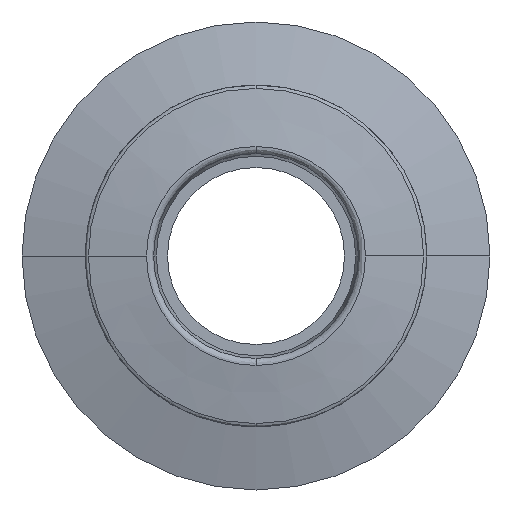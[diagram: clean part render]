
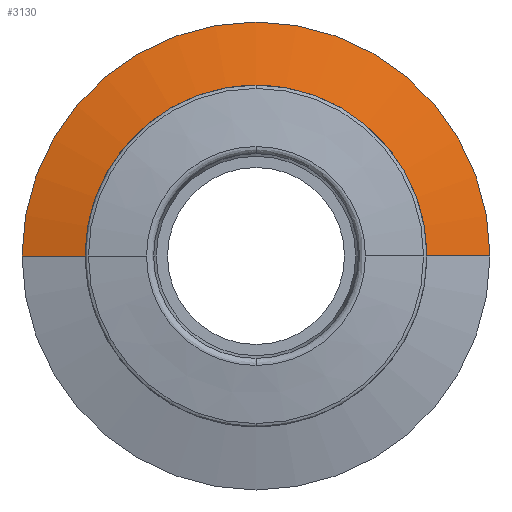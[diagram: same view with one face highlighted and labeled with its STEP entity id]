
A CAD part, left-side view. The second image highlights one B-rep face of the part: STEP entity #3130.
In plain terms, the highlighted conical face has half-angle 75 degrees and reference radius 11.5 mm.
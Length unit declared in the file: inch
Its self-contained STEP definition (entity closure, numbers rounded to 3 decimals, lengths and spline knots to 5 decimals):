
#253 = ORIENTED_EDGE ( 'NONE', *, *, #3137, .F. ) ;
#353 = LINE ( 'NONE', #2973, #2022 ) ;
#480 = DIRECTION ( 'NONE',  ( 0.259, -0.966, 0. ) ) ;
#525 = DIRECTION ( 'NONE',  ( 1., 0., 0. ) ) ;
#651 = LINE ( 'NONE', #2619, #3695 ) ;
#867 = DIRECTION ( 'NONE',  ( 0., 1., 0. ) ) ;
#1184 = CIRCLE ( 'NONE', #1633, 0.45276 ) ;
#1199 = CARTESIAN_POINT ( 'NONE',  ( 0.17323, -0.32087, 0. ) ) ;
#1236 = CARTESIAN_POINT ( 'NONE',  ( 0.20857, -0.45276, 0. ) ) ;
#1321 = CARTESIAN_POINT ( 'NONE',  ( 0.20857, 0.45276, 0. ) ) ;
#1393 = CARTESIAN_POINT ( 'NONE',  ( 0.20857, 0., 0. ) ) ;
#1480 = CARTESIAN_POINT ( 'NONE',  ( 0.20857, 0., 0. ) ) ;
#1633 = AXIS2_PLACEMENT_3D ( 'NONE', #1393, #3435, #1709 ) ;
#1647 = AXIS2_PLACEMENT_3D ( 'NONE', #3486, #1757, #3744 ) ;
#1706 = EDGE_CURVE ( 'NONE', #2871, #2683, #1184, .T. ) ;
#1709 = DIRECTION ( 'NONE',  ( 0., 1., 0. ) ) ;
#1733 = ORIENTED_EDGE ( 'NONE', *, *, #1706, .F. ) ;
#1757 = DIRECTION ( 'NONE',  ( 1., 0., 0. ) ) ;
#1775 = ORIENTED_EDGE ( 'NONE', *, *, #3327, .T. ) ;
#2022 = VECTOR ( 'NONE', #2668, 39.37008 ) ;
#2185 = EDGE_LOOP ( 'NONE', ( #2514, #1775, #1733, #253 ) ) ;
#2270 = VERTEX_POINT ( 'NONE', #1199 ) ;
#2305 = CARTESIAN_POINT ( 'NONE',  ( 0.17323, 0.32087, 0. ) ) ;
#2514 = ORIENTED_EDGE ( 'NONE', *, *, #3858, .T. ) ;
#2619 = CARTESIAN_POINT ( 'NONE',  ( 0.20857, -0.45276, 0. ) ) ;
#2668 = DIRECTION ( 'NONE',  ( 0.259, 0.966, 0. ) ) ;
#2683 = VERTEX_POINT ( 'NONE', #1236 ) ;
#2871 = VERTEX_POINT ( 'NONE', #1321 ) ;
#2973 = CARTESIAN_POINT ( 'NONE',  ( 0.20857, 0.45276, 0. ) ) ;
#3030 = CIRCLE ( 'NONE', #1647, 0.32087 ) ;
#3072 = AXIS2_PLACEMENT_3D ( 'NONE', #1480, #525, #867 ) ;
#3130 = ADVANCED_FACE ( 'NONE', ( #3151 ), #3457, .T. ) ;
#3137 = EDGE_CURVE ( 'NONE', #3726, #2871, #353, .T. ) ;
#3151 = FACE_OUTER_BOUND ( 'NONE', #2185, .T. ) ;
#3327 = EDGE_CURVE ( 'NONE', #2270, #2683, #651, .T. ) ;
#3435 = DIRECTION ( 'NONE',  ( 1., 0., 0. ) ) ;
#3457 = CONICAL_SURFACE ( 'NONE', #3072, 0.45276, 1.309 ) ;
#3486 = CARTESIAN_POINT ( 'NONE',  ( 0.17323, 0., 0. ) ) ;
#3695 = VECTOR ( 'NONE', #480, 39.37008 ) ;
#3726 = VERTEX_POINT ( 'NONE', #2305 ) ;
#3744 = DIRECTION ( 'NONE',  ( 0., 1., 0. ) ) ;
#3858 = EDGE_CURVE ( 'NONE', #3726, #2270, #3030, .T. ) ;
